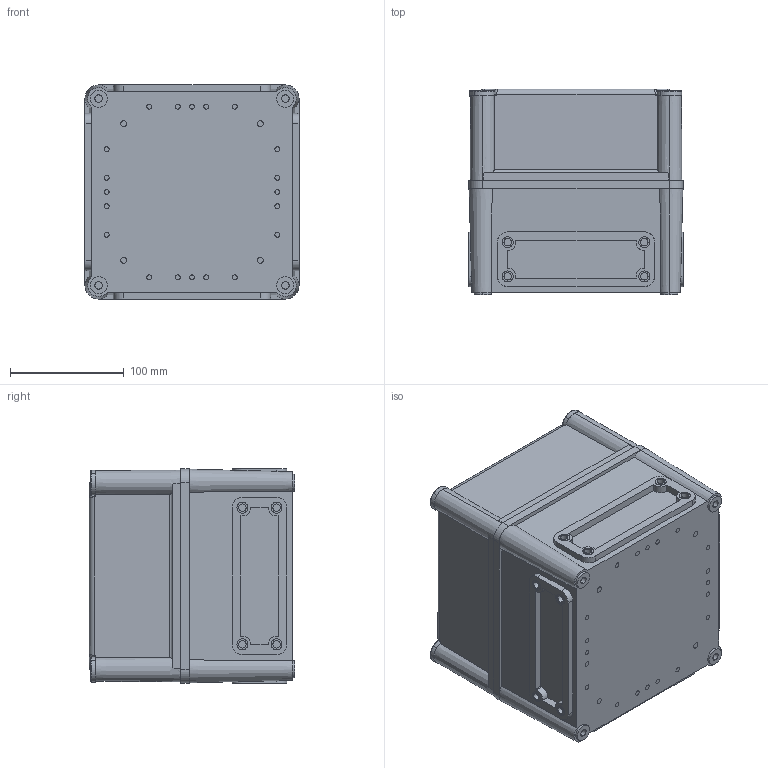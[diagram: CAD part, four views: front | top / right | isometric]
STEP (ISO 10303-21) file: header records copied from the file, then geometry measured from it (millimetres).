
FILE_DESCRIPTION (( 'STEP AP214' ), '1' );
FILE_NAME ('FIBOX_EKHA_180T_2538104.STEP', '2022-12-19T10:54:12', ( 'fiboxadmin' ), ( '' ), 'SwSTEP 2.0', 'SolidWorks 2021', '' );
FILE_SCHEMA (( 'AUTOMOTIVE_DESIGN' ));
Length unit declared in the file: millimetre
Products named in the file (4): Fibox_EKHA_190x190x100_B; FIBOX_EKH80C; SS 10563 long Cross head screw; FIBOX_EKHA_180T_2538104
Assembly tree (6 placements, depth 2):
  FIBOX_EKHA_180T_2538104
    Fibox_EKHA_190x190x100_B
    FIBOX_EKH80C
    SS 10563 long Cross head screw  x4
Bounding box: 189 x 180.5 x 189 mm (x, y, z)
Volume: 812711.1 mm3; surface area: 439107.5 mm2
Topology: 6 solids, 6 shells, 1151 faces, 2922 edges, 1882 vertices
Faces by surface type: plane 574, cylinder 408, cone 105, bspline 56, torus 8
Entity records: 26809 total; most frequent: CARTESIAN_POINT 6171, DIRECTION 4145, ORIENTED_EDGE 3972, EDGE_CURVE 1986, AXIS2_PLACEMENT_3D 1585, VERTEX_POINT 1297, LINE 975, VECTOR 975
